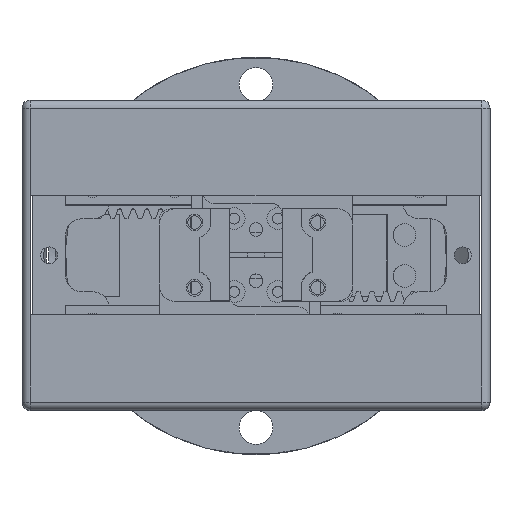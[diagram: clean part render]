
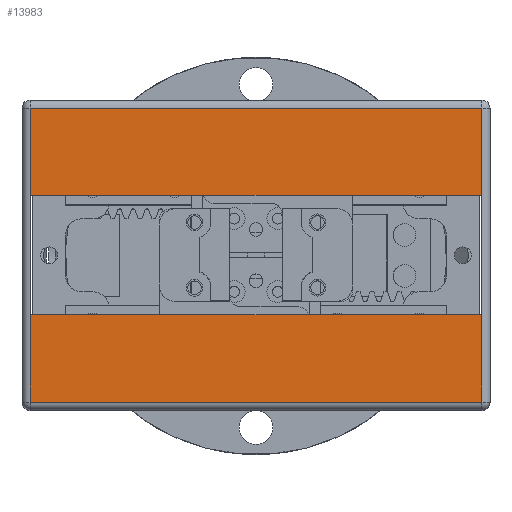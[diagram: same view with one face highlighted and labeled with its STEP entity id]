
A CAD part, top view. The second image highlights one B-rep face of the part: STEP entity #13983.
In plain terms, the highlighted planar face has unit normal (0, 0, 1).
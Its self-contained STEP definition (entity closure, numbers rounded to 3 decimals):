
#832=FACE_BOUND('',#3007,.T.);
#2072=FACE_OUTER_BOUND('',#3006,.T.);
#3006=EDGE_LOOP('',(#12724,#12725,#12726,#12727));
#3007=EDGE_LOOP('',(#12728,#12729,#12730,#12731));
#4281=LINE('',#35475,#5594);
#4285=LINE('',#35484,#5598);
#4293=LINE('',#35501,#5606);
#4294=LINE('',#35503,#5607);
#4295=LINE('',#35505,#5608);
#4296=LINE('',#35506,#5609);
#4297=LINE('',#35507,#5610);
#4298=LINE('',#35508,#5611);
#5594=VECTOR('',#19056,10.);
#5598=VECTOR('',#19062,10.);
#5606=VECTOR('',#19076,10.);
#5607=VECTOR('',#19077,10.);
#5608=VECTOR('',#19078,10.);
#5609=VECTOR('',#19079,10.);
#5610=VECTOR('',#19080,10.);
#5611=VECTOR('',#19081,10.);
#6923=VERTEX_POINT('',#35472);
#6924=VERTEX_POINT('',#35474);
#6927=VERTEX_POINT('',#35481);
#6928=VERTEX_POINT('',#35483);
#6933=VERTEX_POINT('',#35499);
#6934=VERTEX_POINT('',#35500);
#6935=VERTEX_POINT('',#35502);
#6936=VERTEX_POINT('',#35504);
#8864=EDGE_CURVE('',#6924,#6923,#4281,.T.);
#8868=EDGE_CURVE('',#6928,#6927,#4285,.T.);
#8876=EDGE_CURVE('',#6933,#6934,#4293,.T.);
#8877=EDGE_CURVE('',#6935,#6933,#4294,.T.);
#8878=EDGE_CURVE('',#6936,#6935,#4295,.T.);
#8879=EDGE_CURVE('',#6934,#6936,#4296,.T.);
#8880=EDGE_CURVE('',#6927,#6924,#4297,.F.);
#8881=EDGE_CURVE('',#6923,#6928,#4298,.F.);
#12724=ORIENTED_EDGE('',*,*,#8876,.F.);
#12725=ORIENTED_EDGE('',*,*,#8877,.F.);
#12726=ORIENTED_EDGE('',*,*,#8878,.F.);
#12727=ORIENTED_EDGE('',*,*,#8879,.F.);
#12728=ORIENTED_EDGE('',*,*,#8880,.T.);
#12729=ORIENTED_EDGE('',*,*,#8864,.T.);
#12730=ORIENTED_EDGE('',*,*,#8881,.T.);
#12731=ORIENTED_EDGE('',*,*,#8868,.T.);
#13287=PLANE('',#15372);
#13983=ADVANCED_FACE('',(#2072,#832),#13287,.T.);
#15372=AXIS2_PLACEMENT_3D('',#35498,#19074,#19075);
#19056=DIRECTION('',(-1.,0.,0.));
#19062=DIRECTION('',(1.,0.,0.));
#19074=DIRECTION('center_axis',(0.,0.,1.));
#19075=DIRECTION('ref_axis',(1.,0.,0.));
#19076=DIRECTION('',(0.,1.,0.));
#19077=DIRECTION('',(-1.,0.,0.));
#19078=DIRECTION('',(0.,-1.,0.));
#19079=DIRECTION('',(1.,0.,0.));
#19080=DIRECTION('',(0.,1.,0.));
#19081=DIRECTION('',(0.,-1.,0.));
#35472=CARTESIAN_POINT('',(-47.4,-11.,43.562));
#35474=CARTESIAN_POINT('',(35.4,-11.,43.562));
#35475=CARTESIAN_POINT('',(-47.,-11.,43.562));
#35481=CARTESIAN_POINT('',(35.4,11.,43.562));
#35483=CARTESIAN_POINT('',(-47.4,11.,43.562));
#35484=CARTESIAN_POINT('',(35.,11.,43.562));
#35498=CARTESIAN_POINT('Origin',(-6.,0.,
43.562));
#35499=CARTESIAN_POINT('',(-47.5,-27.,43.562));
#35500=CARTESIAN_POINT('',(-47.5,27.,43.562));
#35501=CARTESIAN_POINT('',(-47.5,14.25,43.562));
#35502=CARTESIAN_POINT('',(35.5,-27.,43.562));
#35503=CARTESIAN_POINT('',(-27.5,-27.,43.562));
#35504=CARTESIAN_POINT('',(35.5,27.,43.562));
#35505=CARTESIAN_POINT('',(35.5,-14.25,43.562));
#35506=CARTESIAN_POINT('',(15.5,27.,43.562));
#35507=CARTESIAN_POINT('',(35.4,5.5,43.562));
#35508=CARTESIAN_POINT('',(-47.4,-5.5,43.562));
